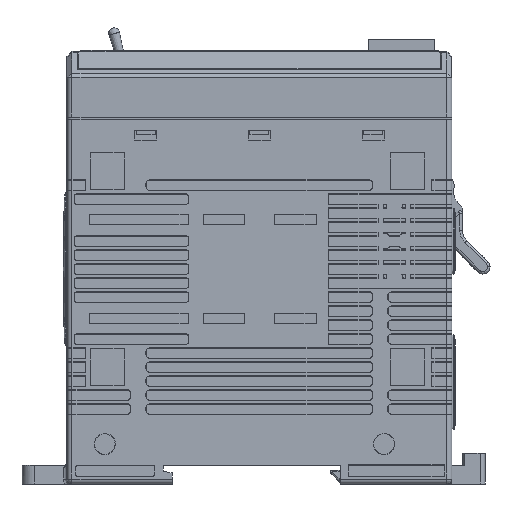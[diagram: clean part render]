
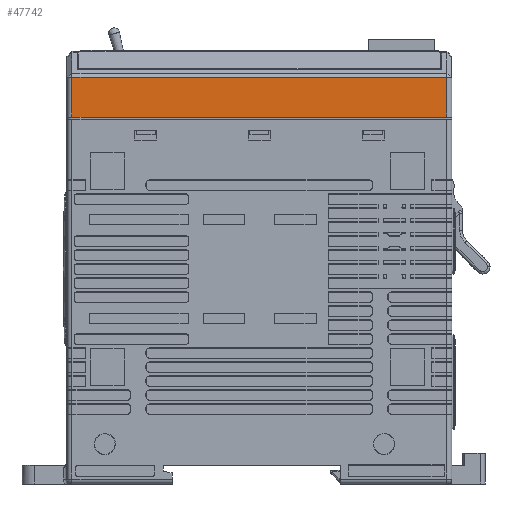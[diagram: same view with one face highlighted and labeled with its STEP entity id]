
A CAD part, left-side view. The second image highlights one B-rep face of the part: STEP entity #47742.
In plain terms, the highlighted planar face has unit normal (-1, 0, 0).
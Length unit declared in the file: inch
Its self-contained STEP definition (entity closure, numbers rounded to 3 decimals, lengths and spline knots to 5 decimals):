
#2748 = ORIENTED_EDGE ( 'NONE', *, *, #120818, .T. ) ;
#5232 = ORIENTED_EDGE ( 'NONE', *, *, #118897, .T. ) ;
#6818 = CARTESIAN_POINT ( 'NONE',  ( -1.14711, -0.14784, 3.05734 ) ) ;
#6977 = ORIENTED_EDGE ( 'NONE', *, *, #98221, .T. ) ;
#10943 = CARTESIAN_POINT ( 'NONE',  ( -1.14711, -1.39786, 2.74295 ) ) ;
#12895 = LINE ( 'NONE', #14115, #37579 ) ;
#13512 = DIRECTION ( 'NONE',  ( 0., -1., 0. ) ) ;
#14115 = CARTESIAN_POINT ( 'NONE',  ( -1.14711, -0.14784, 2.74295 ) ) ;
#15648 = DIRECTION ( 'NONE',  ( 0., 0., 1. ) ) ;
#16623 = VERTEX_POINT ( 'NONE', #10943 ) ;
#18282 = DIRECTION ( 'NONE',  ( 0., 0., -1. ) ) ;
#18485 = AXIS2_PLACEMENT_3D ( 'NONE', #65541, #92670, #93902 ) ;
#25772 = VERTEX_POINT ( 'NONE', #73873 ) ;
#35361 = PLANE ( 'NONE',  #18485 ) ;
#36598 = LINE ( 'NONE', #120395, #57983 ) ;
#37579 = VECTOR ( 'NONE', #13512, 39.37008 ) ;
#45066 = DIRECTION ( 'NONE',  ( 0., 1., 0. ) ) ;
#45401 = EDGE_CURVE ( 'NONE', #25772, #64421, #83251, .T. ) ;
#47742 = ADVANCED_FACE ( 'NONE', ( #63719 ), #35361, .T. ) ;
#49137 = VECTOR ( 'NONE', #18282, 39.37008 ) ;
#51488 = ORIENTED_EDGE ( 'NONE', *, *, #45401, .T. ) ;
#57983 = VECTOR ( 'NONE', #15648, 39.37008 ) ;
#60486 = CARTESIAN_POINT ( 'NONE',  ( -1.14711, 1.5549, 2.74295 ) ) ;
#63719 = FACE_OUTER_BOUND ( 'NONE', #112057, .T. ) ;
#64421 = VERTEX_POINT ( 'NONE', #108951 ) ;
#65541 = CARTESIAN_POINT ( 'NONE',  ( -1.14711, -0.14784, -1.04757 ) ) ;
#66399 = CARTESIAN_POINT ( 'NONE',  ( -1.14711, 1.5549, -1.04757 ) ) ;
#73873 = CARTESIAN_POINT ( 'NONE',  ( -1.14711, -1.39786, 3.05734 ) ) ;
#74393 = VERTEX_POINT ( 'NONE', #60486 ) ;
#83251 = LINE ( 'NONE', #6818, #85064 ) ;
#85064 = VECTOR ( 'NONE', #45066, 39.37008 ) ;
#92670 = DIRECTION ( 'NONE',  ( -1., 0., 0. ) ) ;
#93902 = DIRECTION ( 'NONE',  ( 0., 0., 1. ) ) ;
#98221 = EDGE_CURVE ( 'NONE', #16623, #25772, #36598, .T. ) ;
#102754 = LINE ( 'NONE', #66399, #49137 ) ;
#108951 = CARTESIAN_POINT ( 'NONE',  ( -1.14711, 1.5549, 3.05734 ) ) ;
#112057 = EDGE_LOOP ( 'NONE', ( #6977, #51488, #5232, #2748 ) ) ;
#118897 = EDGE_CURVE ( 'NONE', #64421, #74393, #102754, .T. ) ;
#120395 = CARTESIAN_POINT ( 'NONE',  ( -1.14711, -1.39786, -1.04757 ) ) ;
#120818 = EDGE_CURVE ( 'NONE', #74393, #16623, #12895, .T. ) ;
